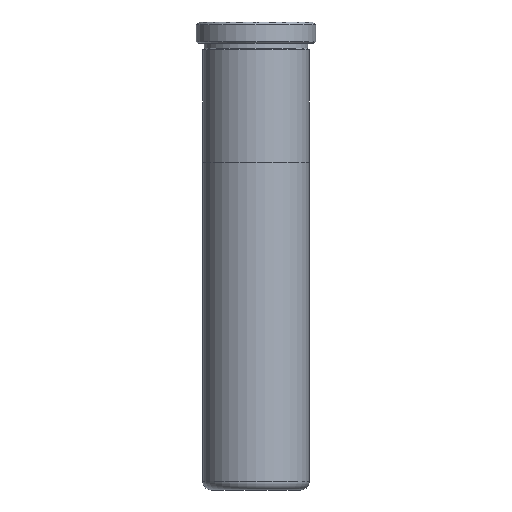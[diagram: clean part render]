
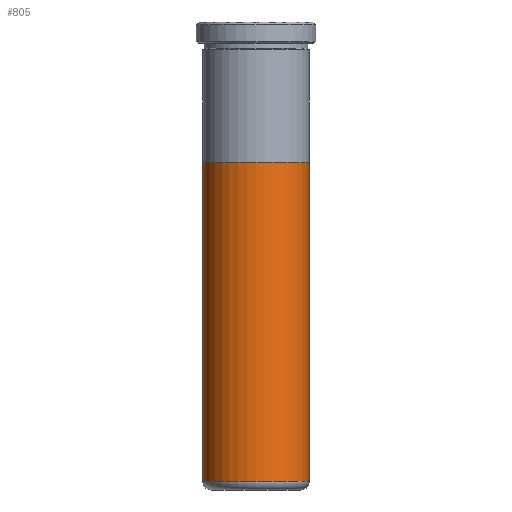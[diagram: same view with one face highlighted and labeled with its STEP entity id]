
A CAD part, front view. The second image highlights one B-rep face of the part: STEP entity #805.
In plain terms, the highlighted cylindrical face has radius 12.495 mm (diameter 24.99 mm), a partial arc.
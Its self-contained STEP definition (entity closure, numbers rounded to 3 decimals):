
#14 = CIRCLE ( 'NONE', #974, 12.495 ) ;
#44 = ORIENTED_EDGE ( 'NONE', *, *, #589, .T. ) ;
#92 = DIRECTION ( 'NONE',  ( 0., 0., 1. ) ) ;
#150 = AXIS2_PLACEMENT_3D ( 'NONE', #1372, #721, #1486 ) ;
#169 = DIRECTION ( 'NONE',  ( -1., 0., 0. ) ) ;
#204 = DIRECTION ( 'NONE',  ( 0., 0., -1. ) ) ;
#244 = LINE ( 'NONE', #1240, #1169 ) ;
#279 = VERTEX_POINT ( 'NONE', #285 ) ;
#285 = CARTESIAN_POINT ( 'NONE',  ( 12.495, 0., 2. ) ) ;
#342 = ORIENTED_EDGE ( 'NONE', *, *, #980, .F. ) ;
#399 = VECTOR ( 'NONE', #734, 1000. ) ;
#439 = CARTESIAN_POINT ( 'NONE',  ( -12.495, 0., 2. ) ) ;
#464 = EDGE_CURVE ( 'NONE', #983, #1344, #14, .T. ) ;
#520 = EDGE_CURVE ( 'NONE', #964, #279, #564, .T. ) ;
#564 = CIRCLE ( 'NONE', #150, 12.495 ) ;
#589 = EDGE_CURVE ( 'NONE', #983, #964, #1307, .T. ) ;
#721 = DIRECTION ( 'NONE',  ( 0., 0., 1. ) ) ;
#734 = DIRECTION ( 'NONE',  ( 0., 0., -1. ) ) ;
#805 = ADVANCED_FACE ( 'NONE', ( #1297 ), #981, .T. ) ;
#816 = CARTESIAN_POINT ( 'NONE',  ( 0., 0., 77. ) ) ;
#923 = CARTESIAN_POINT ( 'NONE',  ( -12.495, 0., 77. ) ) ;
#930 = DIRECTION ( 'NONE',  ( 1., 0., 0. ) ) ;
#931 = AXIS2_PLACEMENT_3D ( 'NONE', #1000, #1215, #169 ) ;
#964 = VERTEX_POINT ( 'NONE', #439 ) ;
#974 = AXIS2_PLACEMENT_3D ( 'NONE', #816, #92, #930 ) ;
#980 = EDGE_CURVE ( 'NONE', #1344, #279, #244, .T. ) ;
#981 = CYLINDRICAL_SURFACE ( 'NONE', #931, 12.495 ) ;
#983 = VERTEX_POINT ( 'NONE', #923 ) ;
#1000 = CARTESIAN_POINT ( 'NONE',  ( 0., 0., 105. ) ) ;
#1061 = EDGE_LOOP ( 'NONE', ( #342, #1354, #44, #1101 ) ) ;
#1101 = ORIENTED_EDGE ( 'NONE', *, *, #520, .T. ) ;
#1169 = VECTOR ( 'NONE', #204, 1000. ) ;
#1171 = CARTESIAN_POINT ( 'NONE',  ( -12.495, 0., 105. ) ) ;
#1215 = DIRECTION ( 'NONE',  ( 0., 0., -1. ) ) ;
#1240 = CARTESIAN_POINT ( 'NONE',  ( 12.495, 0., 105. ) ) ;
#1297 = FACE_OUTER_BOUND ( 'NONE', #1061, .T. ) ;
#1307 = LINE ( 'NONE', #1171, #399 ) ;
#1344 = VERTEX_POINT ( 'NONE', #1347 ) ;
#1347 = CARTESIAN_POINT ( 'NONE',  ( 12.495, 0., 77. ) ) ;
#1354 = ORIENTED_EDGE ( 'NONE', *, *, #464, .F. ) ;
#1372 = CARTESIAN_POINT ( 'NONE',  ( 0., 0., 2. ) ) ;
#1486 = DIRECTION ( 'NONE',  ( 1., 0., 0. ) ) ;
